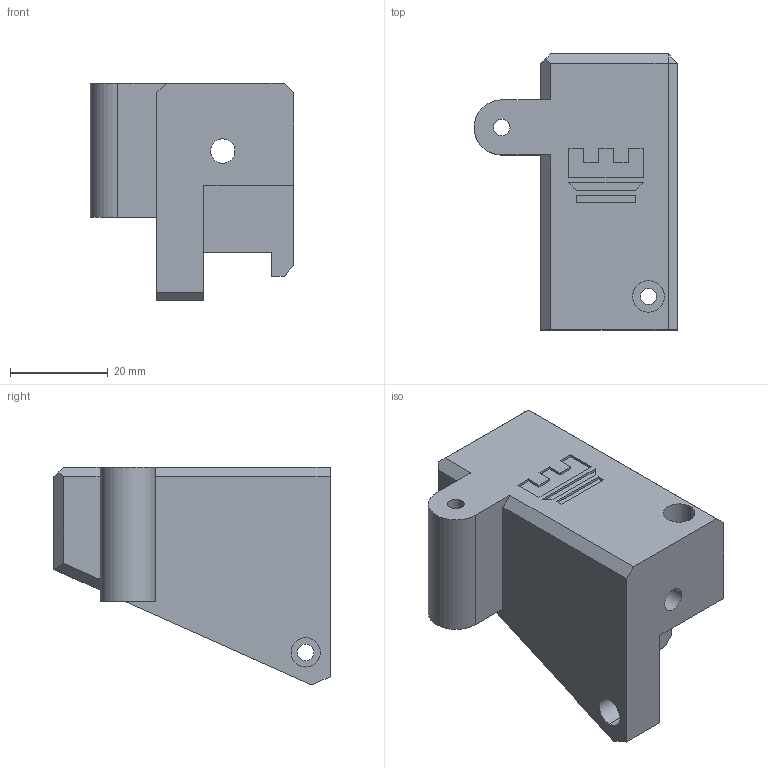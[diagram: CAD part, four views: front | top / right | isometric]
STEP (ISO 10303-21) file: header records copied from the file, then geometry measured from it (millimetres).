
FILE_DESCRIPTION (( 'STEP AP214' ), '1' );
FILE_NAME ('V1Left_Idler ROD MOD.STEP', '2022-11-28T15:40:44', ( '' ), ( '' ), 'SwSTEP 2.0', 'SolidWorks 2020', '' );
FILE_SCHEMA (( 'AUTOMOTIVE_DESIGN' ));
Length unit declared in the file: millimetre
Products named in the file (1): V1Left_Idler ROD MOD
Bounding box: 41.74 x 56.6 x 44.68 mm (x, y, z)
Volume: 35433.7 mm3; surface area: 12815.2 mm2
Topology: 1 solids, 1 shells, 84 faces, 215 edges, 139 vertices
Faces by surface type: plane 65, cylinder 19
Entity records: 3006 total; most frequent: CARTESIAN_POINT 444, ORIENTED_EDGE 430, DIRECTION 418, EDGE_CURVE 215, LINE 172, VECTOR 172, VERTEX_POINT 139, AXIS2_PLACEMENT_3D 123
